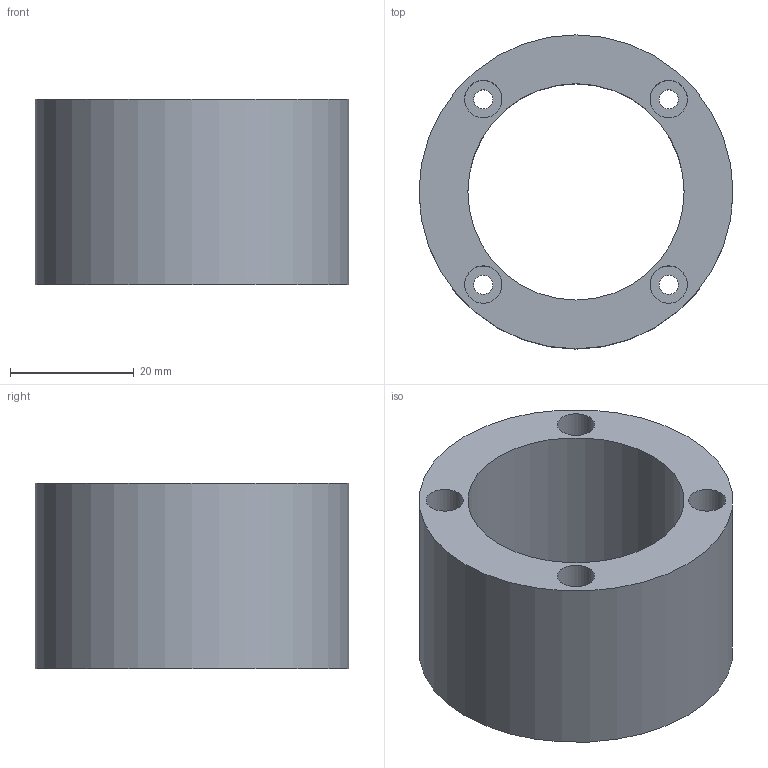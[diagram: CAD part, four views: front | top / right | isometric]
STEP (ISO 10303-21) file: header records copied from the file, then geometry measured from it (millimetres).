
FILE_DESCRIPTION(/* description */ ('Alibre Inc.'),/* implementation_level */ '2;1');
FILE_NAME(/* name */ 'export0',/* time_stamp */ '2019-08-27T11:59:55+02:00',/* author */ (''),/* organization */ (''),/* preprocessor_version */ 'ST-DEVELOPER v12',/* originating_system */ 'Alibre',/* authorisation */ '');
FILE_SCHEMA (('AUTOMOTIVE_DESIGN'));
Length unit declared in the file: centimetre
Bounding box: 50.8 x 50.8 x 30 mm (x, y, z)
Volume: 28915.8 mm3; surface area: 12251 mm2
Topology: 1 solids, 1 shells, 16 faces, 34 edges, 24 vertices
Faces by surface type: cylinder 10, plane 6
Full cylindrical faces by diameter (mm): 3.1 x4, 6.05 x4, 35 x1, 50.8 x1
Entity records: 393 total; most frequent: DIRECTION 66, CARTESIAN_POINT 56, ORIENTED_EDGE 40, EDGE_LOOP 40, FACE_BOUND 40, AXIS2_PLACEMENT_3D 36, VERTEX_POINT 20, CIRCLE 20
